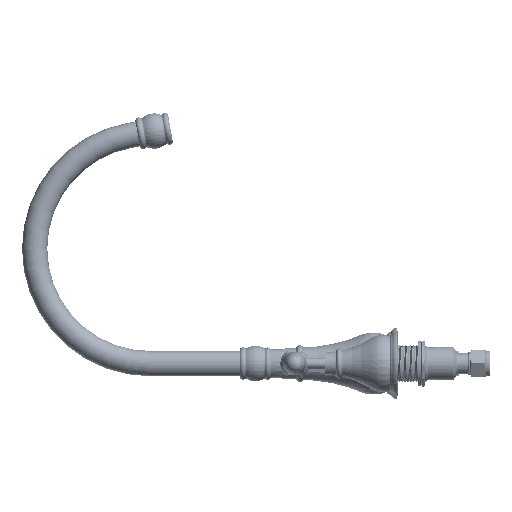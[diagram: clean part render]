
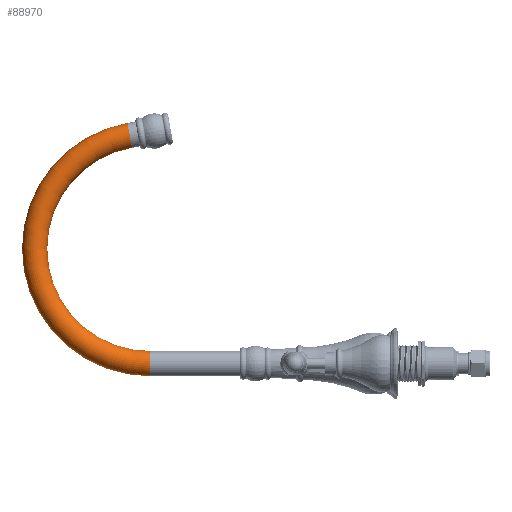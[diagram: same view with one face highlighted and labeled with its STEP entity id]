
A CAD part, left-side view. The second image highlights one B-rep face of the part: STEP entity #88970.
In plain terms, the highlighted toroidal (fillet/blend) face has major radius 100 mm and minor radius 11 mm.
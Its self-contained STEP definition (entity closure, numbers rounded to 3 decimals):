
#2985 = CIRCLE ( 'NONE', #95691, 89. ) ;
#8263 = DIRECTION ( 'NONE',  ( 0., 0., -1. ) ) ;
#9560 = CARTESIAN_POINT ( 'NONE',  ( 198.481, 97.365, 0. ) ) ;
#10498 = DIRECTION ( 'NONE',  ( -1., 0., 0. ) ) ;
#12026 = AXIS2_PLACEMENT_3D ( 'NONE', #24909, #8263, #96574 ) ;
#12742 = DIRECTION ( 'NONE',  ( 0., 1., 0. ) ) ;
#15513 = CARTESIAN_POINT ( 'NONE',  ( -11., 80., 0. ) ) ;
#15853 = TOROIDAL_SURFACE ( 'NONE', #12026, 100., 11. ) ;
#18499 = DIRECTION ( 'NONE',  ( 0., 1., 0. ) ) ;
#20185 = DIRECTION ( 'NONE',  ( 0., 0., -1. ) ) ;
#24909 = CARTESIAN_POINT ( 'NONE',  ( 100., 80., 0. ) ) ;
#27316 = ORIENTED_EDGE ( 'NONE', *, *, #56380, .T. ) ;
#40720 = AXIS2_PLACEMENT_3D ( 'NONE', #62833, #71714, #10498 ) ;
#45741 = DIRECTION ( 'NONE',  ( 0.174, -0.985, 0. ) ) ;
#46393 = EDGE_LOOP ( 'NONE', ( #83444, #27316, #82918, #92429, #75163 ) ) ;
#50088 = DIRECTION ( 'NONE',  ( 0., 0., 1. ) ) ;
#50121 = EDGE_CURVE ( 'NONE', #76537, #79223, #57482, .T. ) ;
#53515 = EDGE_CURVE ( 'NONE', #102175, #76537, #91808, .T. ) ;
#53776 = AXIS2_PLACEMENT_3D ( 'NONE', #9560, #45741, #72961 ) ;
#53810 = CIRCLE ( 'NONE', #97326, 11. ) ;
#54676 = DIRECTION ( 'NONE',  ( 0., 0., 1. ) ) ;
#54844 = CARTESIAN_POINT ( 'NONE',  ( 0., 80., 11. ) ) ;
#55543 = EDGE_CURVE ( 'NONE', #90460, #79223, #2985, .T. ) ;
#56380 = EDGE_CURVE ( 'NONE', #102175, #105997, #99571, .T. ) ;
#56847 = CARTESIAN_POINT ( 'NONE',  ( 0., 80., 0. ) ) ;
#56961 = CARTESIAN_POINT ( 'NONE',  ( 187.648, 95.455, 0. ) ) ;
#57482 = CIRCLE ( 'NONE', #53776, 11. ) ;
#62833 = CARTESIAN_POINT ( 'NONE',  ( 100., 80., 0. ) ) ;
#66396 = CARTESIAN_POINT ( 'NONE',  ( 100., 80., 0. ) ) ;
#67366 = AXIS2_PLACEMENT_3D ( 'NONE', #103983, #12742, #50088 ) ;
#71714 = DIRECTION ( 'NONE',  ( 0., 0., -1. ) ) ;
#72961 = DIRECTION ( 'NONE',  ( 0., 0., 1. ) ) ;
#75163 = ORIENTED_EDGE ( 'NONE', *, *, #50121, .F. ) ;
#76537 = VERTEX_POINT ( 'NONE', #109160 ) ;
#79223 = VERTEX_POINT ( 'NONE', #56961 ) ;
#82918 = ORIENTED_EDGE ( 'NONE', *, *, #113680, .T. ) ;
#83444 = ORIENTED_EDGE ( 'NONE', *, *, #53515, .F. ) ;
#88970 = ADVANCED_FACE ( 'NONE', ( #89460 ), #15853, .T. ) ;
#89460 = FACE_OUTER_BOUND ( 'NONE', #46393, .T. ) ;
#90460 = VERTEX_POINT ( 'NONE', #96311 ) ;
#91808 = CIRCLE ( 'NONE', #40720, 111. ) ;
#92429 = ORIENTED_EDGE ( 'NONE', *, *, #55543, .T. ) ;
#95691 = AXIS2_PLACEMENT_3D ( 'NONE', #66396, #20185, #102507 ) ;
#96311 = CARTESIAN_POINT ( 'NONE',  ( 11., 80., 0. ) ) ;
#96574 = DIRECTION ( 'NONE',  ( -1., 0., 0. ) ) ;
#97326 = AXIS2_PLACEMENT_3D ( 'NONE', #56847, #18499, #54676 ) ;
#99571 = CIRCLE ( 'NONE', #67366, 11. ) ;
#102175 = VERTEX_POINT ( 'NONE', #15513 ) ;
#102507 = DIRECTION ( 'NONE',  ( -1., 0., 0. ) ) ;
#103983 = CARTESIAN_POINT ( 'NONE',  ( 0., 80., 0. ) ) ;
#105997 = VERTEX_POINT ( 'NONE', #54844 ) ;
#109160 = CARTESIAN_POINT ( 'NONE',  ( 209.314, 99.275, 0. ) ) ;
#113680 = EDGE_CURVE ( 'NONE', #105997, #90460, #53810, .T. ) ;
